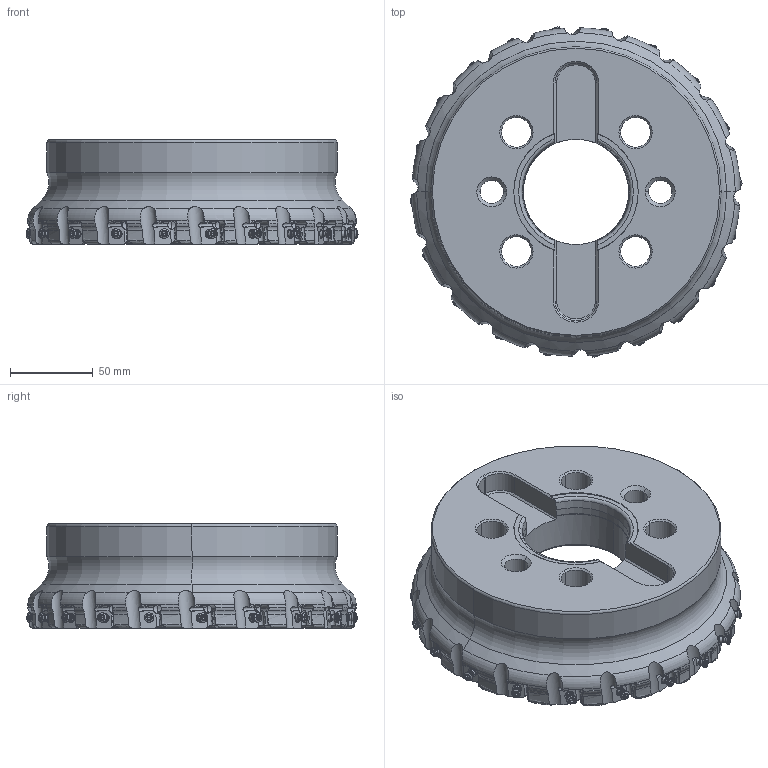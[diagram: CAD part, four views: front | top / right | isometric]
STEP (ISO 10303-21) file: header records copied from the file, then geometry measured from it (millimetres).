
FILE_DESCRIPTION(/* description */ (''),/* implementation_level */ '2;1');
FILE_NAME(/* name */ 'VOX400UR0820M.stp',/* time_stamp */ '2019-03-26T13:44:46+09:00',/* author */ (''),/* organization */ (''),/* preprocessor_version */ 'ST-DEVELOPER v16',/* originating_system */ 'SIEMENS PLM Software NX 10.0',/* authorisation */ '');
FILE_SCHEMA (('AUTOMOTIVE_DESIGN { 1 0 10303 214 3 1 1 1 }'));
Length unit declared in the file: millimetre
Products named in the file (1): VOX400UR0820M_ASM
Bounding box: 200.15 x 199.23 x 62.8 mm (x, y, z)
Volume: 993609 mm3; surface area: 123624.5 mm2
Topology: 21 solids, 21 shells, 1667 faces, 4794 edges, 3070 vertices
Faces by surface type: cylinder 726, cone 360, plane 307, torus 214, sphere 60
Entity records: 72676 total; most frequent: CARTESIAN_POINT 30090, ORIENTED_EDGE 9308, DIRECTION 8544, EDGE_CURVE 4654, AXIS2_PLACEMENT_3D 3528, VERTEX_POINT 3070, EDGE_LOOP 1722, CIRCLE 1713
